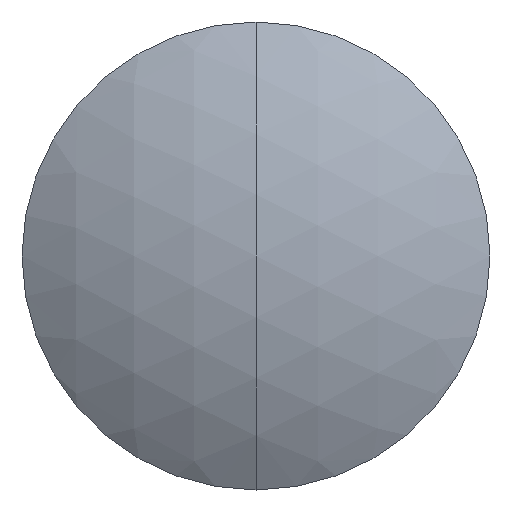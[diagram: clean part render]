
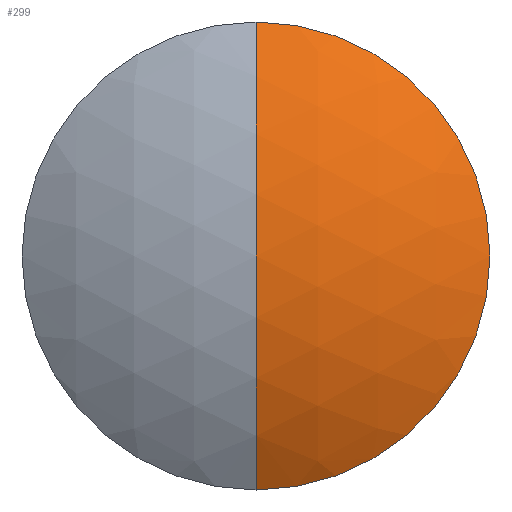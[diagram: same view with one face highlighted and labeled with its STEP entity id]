
A CAD part, left-side view. The second image highlights one B-rep face of the part: STEP entity #299.
In plain terms, the highlighted spherical face has radius 7.45 mm.
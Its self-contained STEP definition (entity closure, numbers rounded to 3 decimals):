
#48 = CIRCLE ( 'NONE', #109, 4. ) ;
#61 = EDGE_CURVE ( 'NONE', #155, #255, #48, .T. ) ;
#65 = VERTEX_POINT ( 'NONE', #262 ) ;
#76 = CARTESIAN_POINT ( 'NONE',  ( 21.876, 0., 0. ) ) ;
#94 = CARTESIAN_POINT ( 'NONE',  ( 28.161, 0., 0. ) ) ;
#95 = ORIENTED_EDGE ( 'NONE', *, *, #302, .T. ) ;
#104 = DIRECTION ( 'NONE',  ( 0., 0., -1. ) ) ;
#109 = AXIS2_PLACEMENT_3D ( 'NONE', #76, #296, #153 ) ;
#114 = AXIS2_PLACEMENT_3D ( 'NONE', #309, #183, #273 ) ;
#122 = AXIS2_PLACEMENT_3D ( 'NONE', #266, #210, #104 ) ;
#137 = AXIS2_PLACEMENT_3D ( 'NONE', #94, #220, #170 ) ;
#140 = CARTESIAN_POINT ( 'NONE',  ( 21.876, 0., -4. ) ) ;
#150 = CIRCLE ( 'NONE', #114, 7.45 ) ;
#153 = DIRECTION ( 'NONE',  ( 0., 0., 1. ) ) ;
#155 = VERTEX_POINT ( 'NONE', #140 ) ;
#167 = EDGE_CURVE ( 'NONE', #155, #65, #150, .T. ) ;
#170 = DIRECTION ( 'NONE',  ( 0., 0., -1. ) ) ;
#182 = SPHERICAL_SURFACE ( 'NONE', #137, 7.45 ) ;
#183 = DIRECTION ( 'NONE',  ( 0., 1., 0. ) ) ;
#197 = ORIENTED_EDGE ( 'NONE', *, *, #167, .F. ) ;
#206 = EDGE_LOOP ( 'NONE', ( #264, #95, #197 ) ) ;
#207 = CARTESIAN_POINT ( 'NONE',  ( 21.876, 0., 4. ) ) ;
#210 = DIRECTION ( 'NONE',  ( 0., -1., 0. ) ) ;
#220 = DIRECTION ( 'NONE',  ( 0., -1., 0. ) ) ;
#255 = VERTEX_POINT ( 'NONE', #207 ) ;
#261 = FACE_OUTER_BOUND ( 'NONE', #206, .T. ) ;
#262 = CARTESIAN_POINT ( 'NONE',  ( 20.711, 0., 0. ) ) ;
#264 = ORIENTED_EDGE ( 'NONE', *, *, #61, .T. ) ;
#266 = CARTESIAN_POINT ( 'NONE',  ( 28.161, 0., 0. ) ) ;
#273 = DIRECTION ( 'NONE',  ( 0., 0., 1. ) ) ;
#284 = CIRCLE ( 'NONE', #122, 7.45 ) ;
#296 = DIRECTION ( 'NONE',  ( -1., 0., 0. ) ) ;
#299 = ADVANCED_FACE ( 'NONE', ( #261 ), #182, .T. ) ;
#302 = EDGE_CURVE ( 'NONE', #255, #65, #284, .T. ) ;
#309 = CARTESIAN_POINT ( 'NONE',  ( 28.161, 0., 0. ) ) ;
